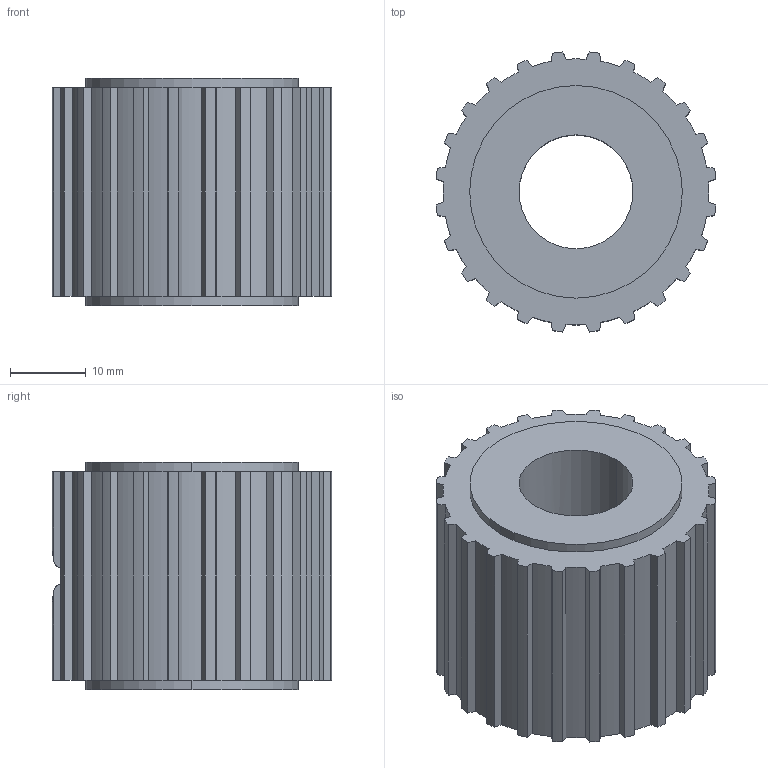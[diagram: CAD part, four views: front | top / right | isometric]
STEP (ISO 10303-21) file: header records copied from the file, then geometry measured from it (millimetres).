
FILE_DESCRIPTION (( 'STEP AP203' ), '1' );
FILE_NAME ('P-E_Epaule_Défaut_sldprt.STEP', '2017-12-12T20:32:22', ( '' ), ( '' ), 'SwSTEP 2.0', 'SolidWorks 2016', '' );
FILE_SCHEMA (( 'CONFIG_CONTROL_DESIGN' ));
Length unit declared in the file: millimetre
Products named in the file (1): P-E_Epaule_Défaut_sldprt
Bounding box: 36.84 x 36.84 x 30 mm (x, y, z)
Volume: 23416.2 mm3; surface area: 7474.4 mm2
Topology: 1 solids, 1 shells, 120 faces, 351 edges, 234 vertices
Faces by surface type: cylinder 60, plane 56, cone 4
Entity records: 4202 total; most frequent: CARTESIAN_POINT 878, ORIENTED_EDGE 702, DIRECTION 679, EDGE_CURVE 351, AXIS2_PLACEMENT_3D 235, VERTEX_POINT 234, VECTOR 209, LINE 209
